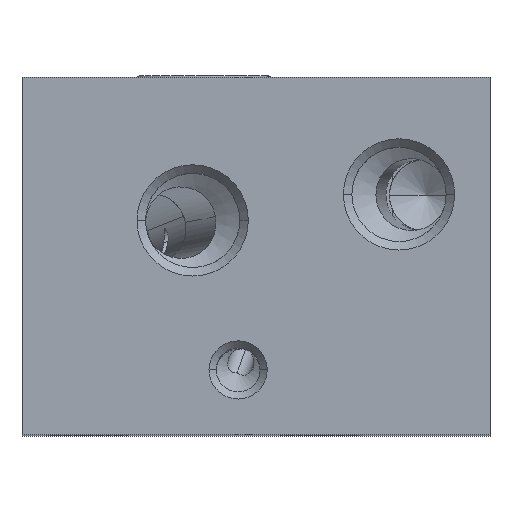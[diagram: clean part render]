
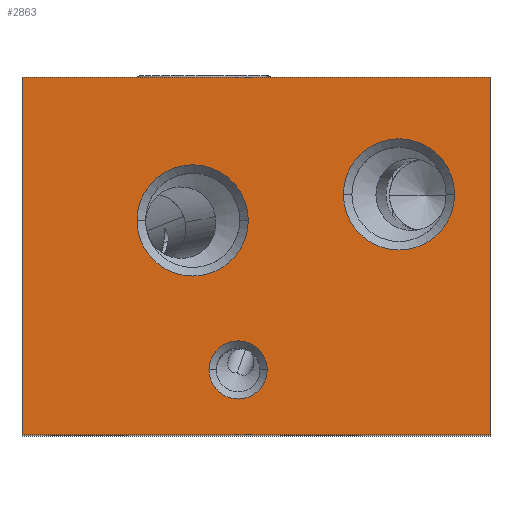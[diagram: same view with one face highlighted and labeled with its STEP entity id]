
A CAD part, top view. The second image highlights one B-rep face of the part: STEP entity #2863.
In plain terms, the highlighted planar face has unit normal (0, 0, 1).
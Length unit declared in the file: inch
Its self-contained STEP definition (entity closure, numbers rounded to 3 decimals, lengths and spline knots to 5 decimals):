
#113=DIRECTION('',(0.,-1.,0.));
#114=VECTOR('',#113,3.438);
#115=CARTESIAN_POINT('',(0.,0.,6.875));
#116=LINE('',#115,#114);
#117=DIRECTION('',(-1.,0.,0.));
#118=VECTOR('',#117,4.5);
#119=CARTESIAN_POINT('',(4.5,0.,6.875));
#120=LINE('',#119,#118);
#121=DIRECTION('',(0.,1.,0.));
#122=VECTOR('',#121,3.438);
#123=CARTESIAN_POINT('',(4.5,-3.438,6.875));
#124=LINE('',#123,#122);
#125=DIRECTION('',(1.,0.,0.));
#126=VECTOR('',#125,4.5);
#127=CARTESIAN_POINT('',(0.,-3.438,6.875));
#128=LINE('',#127,#126);
#129=CARTESIAN_POINT('',(2.078,-2.813,6.875));
#130=DIRECTION('',(0.,0.,-1.));
#131=DIRECTION('',(-1.,0.,0.));
#132=AXIS2_PLACEMENT_3D('',#129,#130,#131);
#134=CARTESIAN_POINT('',(2.078,-2.813,6.875));
#135=DIRECTION('',(0.,0.,-1.));
#136=DIRECTION('',(1.,0.,0.));
#137=AXIS2_PLACEMENT_3D('',#134,#135,#136);
#139=CARTESIAN_POINT('',(1.641,-1.375,6.875));
#140=DIRECTION('',(0.,0.,-1.));
#141=DIRECTION('',(-1.,0.,0.));
#142=AXIS2_PLACEMENT_3D('',#139,#140,#141);
#144=CARTESIAN_POINT('',(1.641,-1.375,6.875));
#145=DIRECTION('',(0.,0.,-1.));
#146=DIRECTION('',(1.,0.,0.));
#147=AXIS2_PLACEMENT_3D('',#144,#145,#146);
#149=CARTESIAN_POINT('',(3.625,-1.125,6.875));
#150=DIRECTION('',(0.,0.,-1.));
#151=DIRECTION('',(-1.,0.,0.));
#152=AXIS2_PLACEMENT_3D('',#149,#150,#151);
#154=CARTESIAN_POINT('',(3.625,-1.125,6.875));
#155=DIRECTION('',(0.,0.,-1.));
#156=DIRECTION('',(1.,0.,0.));
#157=AXIS2_PLACEMENT_3D('',#154,#155,#156);
#2438=CARTESIAN_POINT('',(0.,0.,6.875));
#2439=CARTESIAN_POINT('',(0.,-3.438,6.875));
#2440=VERTEX_POINT('',#2438);
#2441=VERTEX_POINT('',#2439);
#2442=CARTESIAN_POINT('',(4.5,-3.438,6.875));
#2443=VERTEX_POINT('',#2442);
#2444=CARTESIAN_POINT('',(4.5,0.,6.875));
#2445=VERTEX_POINT('',#2444);
#2650=CARTESIAN_POINT('',(2.358,-2.813,6.875));
#2651=VERTEX_POINT('',#2650);
#2652=CARTESIAN_POINT('',(1.798,-2.813,6.875));
#2653=VERTEX_POINT('',#2652);
#2671=CARTESIAN_POINT('',(2.176,-1.375,6.875));
#2672=VERTEX_POINT('',#2671);
#2673=CARTESIAN_POINT('',(1.106,-1.375,6.875));
#2674=VERTEX_POINT('',#2673);
#2681=CARTESIAN_POINT('',(4.16,-1.125,6.875));
#2682=VERTEX_POINT('',#2681);
#2683=CARTESIAN_POINT('',(3.09,-1.125,6.875));
#2684=VERTEX_POINT('',#2683);
#2834=CARTESIAN_POINT('',(0.,0.,6.875));
#2835=DIRECTION('',(0.,0.,1.));
#2836=DIRECTION('',(1.,0.,0.));
#2837=AXIS2_PLACEMENT_3D('',#2834,#2835,#2836);
#2838=PLANE('',#2837);
#2839=ORIENTED_EDGE('',*,*,#2750,.F.);
#2840=ORIENTED_EDGE('',*,*,#2765,.F.);
#2841=ORIENTED_EDGE('',*,*,#2797,.F.);
#2842=ORIENTED_EDGE('',*,*,#2810,.F.);
#2843=EDGE_LOOP('',(#2839,#2840,#2841,#2842));
#2844=FACE_OUTER_BOUND('',#2843,.F.);
#2846=ORIENTED_EDGE('',*,*,#2845,.F.);
#2848=ORIENTED_EDGE('',*,*,#2847,.F.);
#2849=EDGE_LOOP('',(#2846,#2848));
#2850=FACE_BOUND('',#2849,.F.);
#2852=ORIENTED_EDGE('',*,*,#2851,.F.);
#2854=ORIENTED_EDGE('',*,*,#2853,.F.);
#2855=EDGE_LOOP('',(#2852,#2854));
#2856=FACE_BOUND('',#2855,.F.);
#2858=ORIENTED_EDGE('',*,*,#2857,.F.);
#2860=ORIENTED_EDGE('',*,*,#2859,.F.);
#2861=EDGE_LOOP('',(#2858,#2860));
#2862=FACE_BOUND('',#2861,.F.);
#2863=ADVANCED_FACE('',(#2844,#2850,#2856,#2862),#2838,.T.);
#133=CIRCLE('',#132,0.28);
#138=CIRCLE('',#137,0.28);
#143=CIRCLE('',#142,0.535);
#148=CIRCLE('',#147,0.535);
#153=CIRCLE('',#152,0.535);
#158=CIRCLE('',#157,0.535);
#2750=EDGE_CURVE('',#2440,#2441,#116,.T.);
#2765=EDGE_CURVE('',#2445,#2440,#120,.T.);
#2797=EDGE_CURVE('',#2443,#2445,#124,.T.);
#2810=EDGE_CURVE('',#2441,#2443,#128,.T.);
#2845=EDGE_CURVE('',#2653,#2651,#133,.T.);
#2847=EDGE_CURVE('',#2651,#2653,#138,.T.);
#2851=EDGE_CURVE('',#2674,#2672,#143,.T.);
#2853=EDGE_CURVE('',#2672,#2674,#148,.T.);
#2857=EDGE_CURVE('',#2684,#2682,#153,.T.);
#2859=EDGE_CURVE('',#2682,#2684,#158,.T.);
